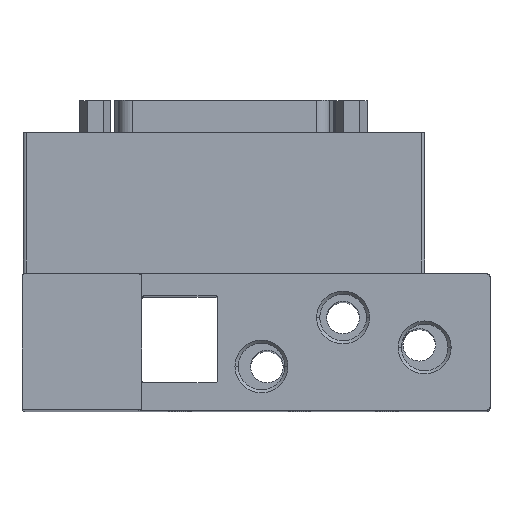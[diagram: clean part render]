
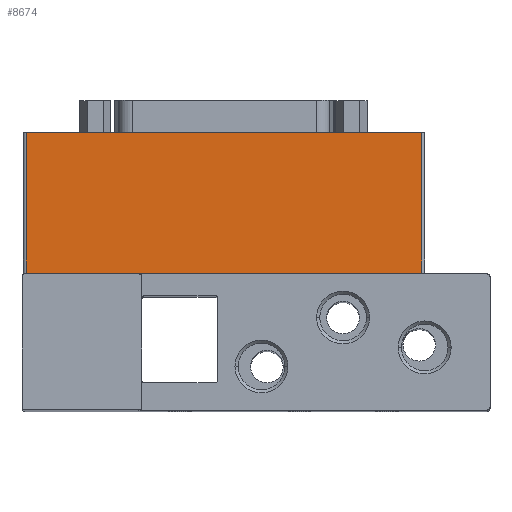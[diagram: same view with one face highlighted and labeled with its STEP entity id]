
A CAD part, top view. The second image highlights one B-rep face of the part: STEP entity #8674.
In plain terms, the highlighted planar face has unit normal (0, 0, 1).
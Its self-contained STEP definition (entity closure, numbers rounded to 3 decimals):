
#123 = CARTESIAN_POINT ( 'NONE',  ( 73.5, 25., -9. ) ) ;
#647 = CARTESIAN_POINT ( 'NONE',  ( 0.75, 51., -9. ) ) ;
#717 = EDGE_CURVE ( 'NONE', #6784, #8001, #6425, .T. ) ;
#793 = CARTESIAN_POINT ( 'NONE',  ( 0.75, 51., -9. ) ) ;
#869 = DIRECTION ( 'NONE',  ( -1., 0., 0. ) ) ;
#1232 = CARTESIAN_POINT ( 'NONE',  ( 73.5, 51., -9. ) ) ;
#1517 = ORIENTED_EDGE ( 'NONE', *, *, #4990, .F. ) ;
#2041 = AXIS2_PLACEMENT_3D ( 'NONE', #3976, #6799, #5227 ) ;
#2546 = PLANE ( 'NONE',  #2041 ) ;
#2617 = CARTESIAN_POINT ( 'NONE',  ( 0.75, 51., -9. ) ) ;
#2640 = EDGE_CURVE ( 'NONE', #7130, #7431, #3522, .T. ) ;
#3007 = VECTOR ( 'NONE', #6440, 1000. ) ;
#3122 = DIRECTION ( 'NONE',  ( 0., -1., 0. ) ) ;
#3489 = EDGE_LOOP ( 'NONE', ( #1517, #4944, #8090, #6717 ) ) ;
#3522 = LINE ( 'NONE', #647, #6309 ) ;
#3976 = CARTESIAN_POINT ( 'NONE',  ( 0.75, 51., -9. ) ) ;
#4696 = LINE ( 'NONE', #5249, #6169 ) ;
#4944 = ORIENTED_EDGE ( 'NONE', *, *, #2640, .F. ) ;
#4990 = EDGE_CURVE ( 'NONE', #7431, #6784, #4696, .T. ) ;
#5134 = CARTESIAN_POINT ( 'NONE',  ( 0.75, 25., -9. ) ) ;
#5227 = DIRECTION ( 'NONE',  ( -1., 0., 0. ) ) ;
#5229 = EDGE_CURVE ( 'NONE', #8001, #7130, #7129, .T. ) ;
#5249 = CARTESIAN_POINT ( 'NONE',  ( 73.5, 51., -9. ) ) ;
#6169 = VECTOR ( 'NONE', #3122, 1000. ) ;
#6309 = VECTOR ( 'NONE', #7631, 1000. ) ;
#6425 = LINE ( 'NONE', #7069, #7186 ) ;
#6440 = DIRECTION ( 'NONE',  ( 0., 1., 0. ) ) ;
#6717 = ORIENTED_EDGE ( 'NONE', *, *, #717, .F. ) ;
#6784 = VERTEX_POINT ( 'NONE', #123 ) ;
#6799 = DIRECTION ( 'NONE',  ( 0., 0., -1. ) ) ;
#7069 = CARTESIAN_POINT ( 'NONE',  ( 85.5, 25., -9. ) ) ;
#7129 = LINE ( 'NONE', #793, #3007 ) ;
#7130 = VERTEX_POINT ( 'NONE', #2617 ) ;
#7186 = VECTOR ( 'NONE', #869, 1000. ) ;
#7431 = VERTEX_POINT ( 'NONE', #1232 ) ;
#7631 = DIRECTION ( 'NONE',  ( 1., 0., 0. ) ) ;
#8001 = VERTEX_POINT ( 'NONE', #5134 ) ;
#8090 = ORIENTED_EDGE ( 'NONE', *, *, #5229, .F. ) ;
#8674 = ADVANCED_FACE ( 'NONE', ( #8776 ), #2546, .F. ) ;
#8776 = FACE_OUTER_BOUND ( 'NONE', #3489, .T. ) ;
